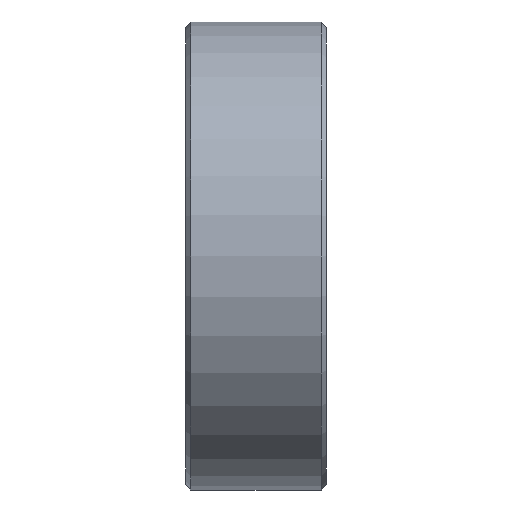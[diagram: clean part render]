
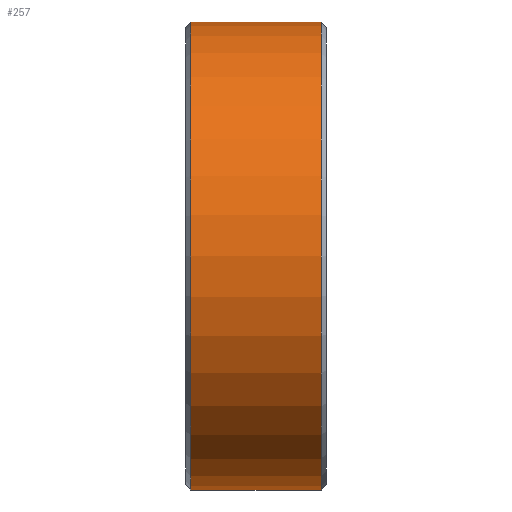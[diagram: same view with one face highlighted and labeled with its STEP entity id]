
A CAD part, front view. The second image highlights one B-rep face of the part: STEP entity #257.
In plain terms, the highlighted cylindrical face has radius 20 mm (diameter 40 mm), a full revolution.
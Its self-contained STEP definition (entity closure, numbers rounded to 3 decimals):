
#223=CARTESIAN_POINT('',(-5.569,20.0,0.0));
#224=VERTEX_POINT('',#223);
#225=CARTESIAN_POINT('',(-5.569,0.0,0.0));
#226=DIRECTION('',(1.0,0.0,0.0));
#227=DIRECTION('',(0.0,1.0,0.0));
#228=AXIS2_PLACEMENT_3D('',#225,#226,#227);
#229=CIRCLE('',#228,20.0);
#230=EDGE_CURVE('',#224,#224,#229,.T.);
#238=CARTESIAN_POINT('',(0.0,0.0,0.0));
#239=DIRECTION('',(1.0,0.0,0.0));
#240=DIRECTION('',(0.0,1.0,0.0));
#241=AXIS2_PLACEMENT_3D('',#238,#239,#240);
#242=CYLINDRICAL_SURFACE('',#241,20.0);
#243=CARTESIAN_POINT('',(5.569,20.0,0.0));
#244=VERTEX_POINT('',#243);
#245=CARTESIAN_POINT('',(5.569,0.0,0.0));
#246=DIRECTION('',(1.0,0.0,0.0));
#247=DIRECTION('',(0.0,1.0,0.0));
#248=AXIS2_PLACEMENT_3D('',#245,#246,#247);
#249=CIRCLE('',#248,20.0);
#250=EDGE_CURVE('',#244,#244,#249,.T.);
#251=ORIENTED_EDGE('',*,*,#250,.F.);
#252=EDGE_LOOP('',(#251));
#253=FACE_OUTER_BOUND('',#252,.T.);
#254=ORIENTED_EDGE('',*,*,#230,.T.);
#255=EDGE_LOOP('',(#254));
#256=FACE_BOUND('',#255,.T.);
#257=ADVANCED_FACE('',(#253,#256),#242,.T.);
